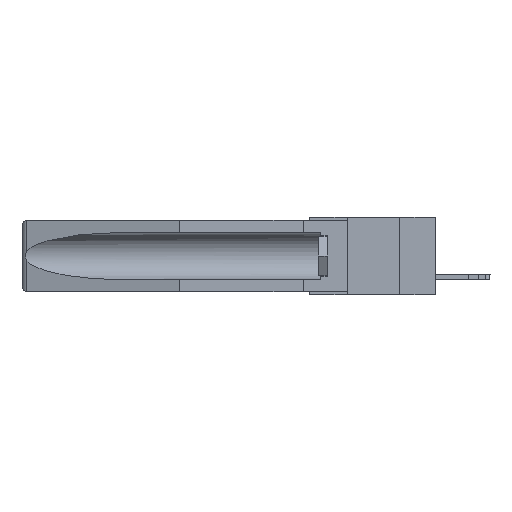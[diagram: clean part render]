
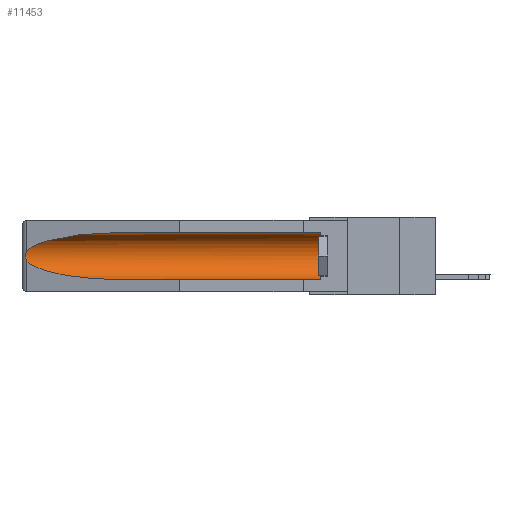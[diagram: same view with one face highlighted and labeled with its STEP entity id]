
A CAD part, left-side view. The second image highlights one B-rep face of the part: STEP entity #11453.
In plain terms, the highlighted cylindrical face has radius 2.857 mm (diameter 5.715 mm), a partial arc.
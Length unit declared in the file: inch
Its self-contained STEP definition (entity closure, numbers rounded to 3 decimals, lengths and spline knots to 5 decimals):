
#446 = EDGE_LOOP ( 'NONE', ( #17821, #11019, #5592, #15664, #14899, #1152 ) ) ;
#566 = AXIS2_PLACEMENT_3D ( 'NONE', #16668, #13410, #5918 ) ;
#893 = CARTESIAN_POINT ( 'NONE',  ( 0.26597, 1.52961, -0.15275 ) ) ;
#1152 = ORIENTED_EDGE ( 'NONE', *, *, #1315, .T. ) ;
#1315 = EDGE_CURVE ( 'NONE', #12431, #13032, #16477, .T. ) ;
#1748 = VERTEX_POINT ( 'NONE', #6956 ) ;
#1840 = EDGE_CURVE ( 'NONE', #13812, #6197, #5417, .T. ) ;
#2397 = CARTESIAN_POINT ( 'NONE',  ( 0.26654, 1.53092, -0.15636 ) ) ;
#2569 = CARTESIAN_POINT ( 'NONE',  ( 0.21114, 1.30732, -0.284 ) ) ;
#2783 = DIRECTION ( 'NONE',  ( 0., 1., 0. ) ) ;
#3054 = EDGE_CURVE ( 'NONE', #11722, #1748, #12609, .T. ) ;
#3745 = DIRECTION ( 'NONE',  ( 0., 1., 0. ) ) ;
#4485 = CARTESIAN_POINT ( 'NONE',  ( 0.26537, 1.52718, -0.19328 ) ) ;
#4816 = DIRECTION ( 'NONE',  ( 0., 1., 0. ) ) ;
#5142 = CARTESIAN_POINT ( 'NONE',  ( 0.26537, 1.52718, -0.19328 ) ) ;
#5361 = VECTOR ( 'NONE', #2783, 39.37008 ) ;
#5417 = B_SPLINE_CURVE_WITH_KNOTS ( 'NONE', 3,
 ( #17480, #893, #2397, #15765, #15821, #8244, #6810, #11305, #14176, #5142 ),
 .UNSPECIFIED., .F., .F.,
 ( 4, 2, 2, 2, 4 ),
 ( 0., 0.00029, 0.00058, 0.00087, 0.00117 ),
 .UNSPECIFIED. ) ;
#5592 = ORIENTED_EDGE ( 'NONE', *, *, #17903, .T. ) ;
#5810 = CARTESIAN_POINT ( 'NONE',  ( 0.155, -0.30754, -0.059 ) ) ;
#5819 = CARTESIAN_POINT ( 'NONE',  ( 0.155, 1.07973, -0.284 ) ) ;
#5918 = DIRECTION ( 'NONE',  ( 0., 0., 1. ) ) ;
#6069 =( BOUNDED_CURVE ( )  B_SPLINE_CURVE ( 3, ( #16742, #7716, #15657, #18899 ),
 .UNSPECIFIED., .F., .F. ) 
 B_SPLINE_CURVE_WITH_KNOTS ( ( 4, 4 ),
 ( 4.71239, 6.08839 ),
 .UNSPECIFIED. ) 
 CURVE ( )  GEOMETRIC_REPRESENTATION_ITEM ( )  RATIONAL_B_SPLINE_CURVE ( ( 1., 0.848, 0.848, 1. ) ) 
 REPRESENTATION_ITEM ( '' )  );
#6197 = VERTEX_POINT ( 'NONE', #8926 ) ;
#6810 = CARTESIAN_POINT ( 'NONE',  ( 0.2673, 1.53269, -0.17917 ) ) ;
#6956 = CARTESIAN_POINT ( 'NONE',  ( 0.155, 1.07973, -0.284 ) ) ;
#7062 = CARTESIAN_POINT ( 'NONE',  ( 0.155, 0.126, -0.284 ) ) ;
#7716 = CARTESIAN_POINT ( 'NONE',  ( 0.21114, 1.30732, -0.059 ) ) ;
#8220 = CARTESIAN_POINT ( 'NONE',  ( 0.26537, 1.52718, -0.14972 ) ) ;
#8244 = CARTESIAN_POINT ( 'NONE',  ( 0.2675, 1.53308, -0.17534 ) ) ;
#8620 = CARTESIAN_POINT ( 'NONE',  ( 0.25451, 1.48313, -0.24835 ) ) ;
#8926 = CARTESIAN_POINT ( 'NONE',  ( 0.26537, 1.52718, -0.19328 ) ) ;
#9198 = CIRCLE ( 'NONE', #566, 0.1125 ) ;
#9359 = CARTESIAN_POINT ( 'NONE',  ( 0.155, -0.30754, -0.1715 ) ) ;
#10068 = CARTESIAN_POINT ( 'NONE',  ( 0.155, 0.126, -0.059 ) ) ;
#10960 = VECTOR ( 'NONE', #3745, 39.37008 ) ;
#11019 = ORIENTED_EDGE ( 'NONE', *, *, #1840, .T. ) ;
#11305 = CARTESIAN_POINT ( 'NONE',  ( 0.26655, 1.53094, -0.18657 ) ) ;
#11453 = ADVANCED_FACE ( 'NONE', ( #16463 ), #13856, .F. ) ;
#11722 = VERTEX_POINT ( 'NONE', #7062 ) ;
#12431 = VERTEX_POINT ( 'NONE', #10068 ) ;
#12609 = LINE ( 'NONE', #14263, #10960 ) ;
#13032 = VERTEX_POINT ( 'NONE', #14813 ) ;
#13410 = DIRECTION ( 'NONE',  ( 0., -1., 0. ) ) ;
#13812 = VERTEX_POINT ( 'NONE', #8220 ) ;
#13856 = CYLINDRICAL_SURFACE ( 'NONE', #14508, 0.1125 ) ;
#14136 = EDGE_CURVE ( 'NONE', #13032, #13812, #6069, .T. ) ;
#14176 = CARTESIAN_POINT ( 'NONE',  ( 0.26597, 1.5296, -0.19026 ) ) ;
#14263 = CARTESIAN_POINT ( 'NONE',  ( 0.155, -0.30754, -0.284 ) ) ;
#14508 = AXIS2_PLACEMENT_3D ( 'NONE', #9359, #4816, #17102 ) ;
#14813 = CARTESIAN_POINT ( 'NONE',  ( 0.155, 1.07973, -0.059 ) ) ;
#14899 = ORIENTED_EDGE ( 'NONE', *, *, #15351, .T. ) ;
#15346 =( BOUNDED_CURVE ( )  B_SPLINE_CURVE ( 3, ( #4485, #8620, #2569, #5819 ),
 .UNSPECIFIED., .F., .F. ) 
 B_SPLINE_CURVE_WITH_KNOTS ( ( 4, 4 ),
 ( 0.1948, 1.5708 ),
 .UNSPECIFIED. ) 
 CURVE ( )  GEOMETRIC_REPRESENTATION_ITEM ( )  RATIONAL_B_SPLINE_CURVE ( ( 1., 0.848, 0.848, 1. ) ) 
 REPRESENTATION_ITEM ( '' )  );
#15351 = EDGE_CURVE ( 'NONE', #11722, #12431, #9198, .T. ) ;
#15657 = CARTESIAN_POINT ( 'NONE',  ( 0.25451, 1.48313, -0.09465 ) ) ;
#15664 = ORIENTED_EDGE ( 'NONE', *, *, #3054, .F. ) ;
#15765 = CARTESIAN_POINT ( 'NONE',  ( 0.2673, 1.5327, -0.16383 ) ) ;
#15821 = CARTESIAN_POINT ( 'NONE',  ( 0.2675, 1.53308, -0.16763 ) ) ;
#16463 = FACE_OUTER_BOUND ( 'NONE', #446, .T. ) ;
#16477 = LINE ( 'NONE', #5810, #5361 ) ;
#16668 = CARTESIAN_POINT ( 'NONE',  ( 0.155, 0.126, -0.1715 ) ) ;
#16742 = CARTESIAN_POINT ( 'NONE',  ( 0.155, 1.07973, -0.059 ) ) ;
#17102 = DIRECTION ( 'NONE',  ( 0., 0., 1. ) ) ;
#17480 = CARTESIAN_POINT ( 'NONE',  ( 0.26537, 1.52718, -0.14972 ) ) ;
#17821 = ORIENTED_EDGE ( 'NONE', *, *, #14136, .T. ) ;
#17903 = EDGE_CURVE ( 'NONE', #6197, #1748, #15346, .T. ) ;
#18899 = CARTESIAN_POINT ( 'NONE',  ( 0.26537, 1.52718, -0.14972 ) ) ;
